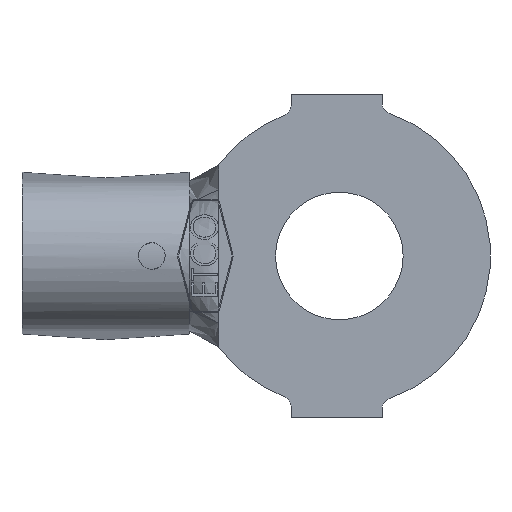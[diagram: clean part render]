
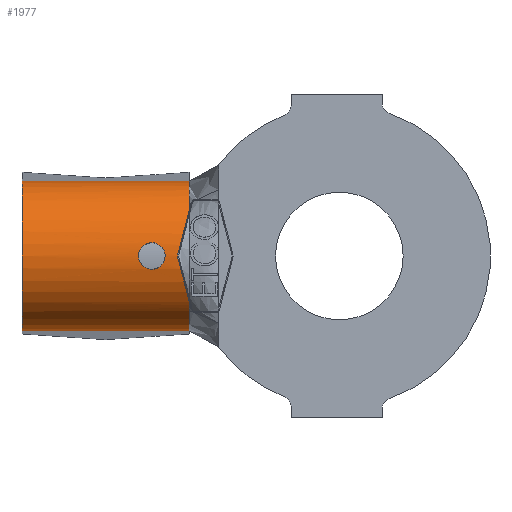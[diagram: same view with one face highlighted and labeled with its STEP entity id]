
A CAD part, front view. The second image highlights one B-rep face of the part: STEP entity #1977.
In plain terms, the highlighted cylindrical face has radius 1.778 mm (diameter 3.556 mm), a partial arc.
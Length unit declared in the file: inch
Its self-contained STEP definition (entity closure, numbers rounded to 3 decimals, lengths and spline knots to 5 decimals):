
#80 = DIRECTION ( 'NONE',  ( 0., 0., -1. ) ) ;
#90 = VERTEX_POINT ( 'NONE', #138 ) ;
#138 = CARTESIAN_POINT ( 'NONE',  ( -0.14, 0.01459, 0.04278 ) ) ;
#153 = ORIENTED_EDGE ( 'NONE', *, *, #665, .T. ) ;
#172 = AXIS2_PLACEMENT_3D ( 'NONE', #4625, #348, #2251 ) ;
#190 = CARTESIAN_POINT ( 'NONE',  ( -0.14318, 0.00504, -0.03041 ) ) ;
#195 = DIRECTION ( 'NONE',  ( 1., 0., 0. ) ) ;
#226 = CARTESIAN_POINT ( 'NONE',  ( -0.151, 0., 0. ) ) ;
#278 = CARTESIAN_POINT ( 'NONE',  ( -0.1625, 0., -0.00331 ) ) ;
#348 = DIRECTION ( 'NONE',  ( 1., 0., 0. ) ) ;
#368 = CARTESIAN_POINT ( 'NONE',  ( -0.175, 0.00111, -0.01243 ) ) ;
#387 = CARTESIAN_POINT ( 'NONE',  ( -0.14, 0.06527, 0.06984 ) ) ;
#476 = EDGE_CURVE ( 'NONE', #1866, #3573, #2558, .T. ) ;
#510 = CARTESIAN_POINT ( 'NONE',  ( -0.296, 0.06527, 0.06984 ) ) ;
#530 = DIRECTION ( 'NONE',  ( 1., 0., 0. ) ) ;
#665 = EDGE_CURVE ( 'NONE', #3339, #1866, #2179, .T. ) ;
#697 = CARTESIAN_POINT ( 'NONE',  ( -0.14, 0.01459, 0.04278 ) ) ;
#745 = CARTESIAN_POINT ( 'NONE',  ( -0.17167, 0.00111, -0.01243 ) ) ;
#765 = VERTEX_POINT ( 'NONE', #2120 ) ;
#837 = CARTESIAN_POINT ( 'NONE',  ( -0.18132, 0.00085, -0.01087 ) ) ;
#1006 = DIRECTION ( 'NONE',  ( 1., 0., 0. ) ) ;
#1174 = CARTESIAN_POINT ( 'NONE',  ( -0.14, 0.07, 0. ) ) ;
#1284 = CARTESIAN_POINT ( 'NONE',  ( -0.14, 0.02196, -0.05091 ) ) ;
#1308 = CARTESIAN_POINT ( 'NONE',  ( -0.1875, 0., -0.00331 ) ) ;
#1313 = ORIENTED_EDGE ( 'NONE', *, *, #3106, .F. ) ;
#1387 =( BOUNDED_CURVE ( )  B_SPLINE_CURVE ( 3, ( #697, #2591, #4507, #226 ),
 .UNSPECIFIED., .F., .F. ) 
 B_SPLINE_CURVE_WITH_KNOTS ( ( 4, 4 ),
 ( 0.91333, 1.5708 ),
 .UNSPECIFIED. ) 
 CURVE ( )  GEOMETRIC_REPRESENTATION_ITEM ( )  RATIONAL_B_SPLINE_CURVE ( ( 1., 0.964, 0.964, 1. ) ) 
 REPRESENTATION_ITEM ( '' )  );
#1470 = FACE_BOUND ( 'NONE', #1534, .T. ) ;
#1534 = EDGE_LOOP ( 'NONE', ( #3000, #4925 ) ) ;
#1606 = VERTEX_POINT ( 'NONE', #4744 ) ;
#1630 = CARTESIAN_POINT ( 'NONE',  ( -0.14, 0.02, 0.04899 ) ) ;
#1722 = CARTESIAN_POINT ( 'NONE',  ( -0.1717, 0.00111, 0.01243 ) ) ;
#1766 = AXIS2_PLACEMENT_3D ( 'NONE', #2448, #4361, #80 ) ;
#1776 = B_SPLINE_CURVE_WITH_KNOTS ( 'NONE', 3,
 ( #4148, #6063, #1777, #3682, #5599, #1308, #3208, #5123, #837, #2730, #4647, #368 ),
 .UNSPECIFIED., .F., .F.,
 ( 4, 2, 2, 2, 2, 4 ),
 ( 0.5, 0.625, 0.75, 0.875, 0.9375, 1. ),
 .UNSPECIFIED. ) ;
#1777 = CARTESIAN_POINT ( 'NONE',  ( -0.1815, 0.00085, 0.01114 ) ) ;
#1822 = ORIENTED_EDGE ( 'NONE', *, *, #2985, .F. ) ;
#1845 = DIRECTION ( 'NONE',  ( 0., 0., -1. ) ) ;
#1866 = VERTEX_POINT ( 'NONE', #5548 ) ;
#1962 = EDGE_CURVE ( 'NONE', #3339, #4725, #4792, .T. ) ;
#1977 = ADVANCED_FACE ( 'NONE', ( #5761, #1470 ), #3376, .T. ) ;
#2092 = AXIS2_PLACEMENT_3D ( 'NONE', #1174, #3068, #4994 ) ;
#2099 = CARTESIAN_POINT ( 'NONE',  ( -0.14, 0.01459, -0.04278 ) ) ;
#2120 = CARTESIAN_POINT ( 'NONE',  ( -0.175, 0.00111, -0.01243 ) ) ;
#2156 = EDGE_CURVE ( 'NONE', #6191, #1606, #5029, .T. ) ;
#2166 = VERTEX_POINT ( 'NONE', #1630 ) ;
#2179 = CIRCLE ( 'NONE', #5674, 0.07 ) ;
#2187 = CARTESIAN_POINT ( 'NONE',  ( -0.1625, 0., 0.00331 ) ) ;
#2251 = DIRECTION ( 'NONE',  ( 0., 0., -1. ) ) ;
#2285 = VERTEX_POINT ( 'NONE', #1284 ) ;
#2337 = EDGE_CURVE ( 'NONE', #4725, #2166, #3248, .T. ) ;
#2408 = DIRECTION ( 'NONE',  ( 1., 0., 0. ) ) ;
#2427 = DIRECTION ( 'NONE',  ( 0., 0., -1. ) ) ;
#2448 = CARTESIAN_POINT ( 'NONE',  ( -0.14, 0.07, 0. ) ) ;
#2554 = CARTESIAN_POINT ( 'NONE',  ( -0.151, 0., 0. ) ) ;
#2558 = LINE ( 'NONE', #4475, #4973 ) ;
#2561 = ORIENTED_EDGE ( 'NONE', *, *, #1962, .F. ) ;
#2591 = CARTESIAN_POINT ( 'NONE',  ( -0.14318, 0.00504, 0.03041 ) ) ;
#2638 = CARTESIAN_POINT ( 'NONE',  ( -0.1685, 0.00085, -0.01114 ) ) ;
#2730 = CARTESIAN_POINT ( 'NONE',  ( -0.17825, 0.00106, -0.01212 ) ) ;
#2819 = ORIENTED_EDGE ( 'NONE', *, *, #2156, .F. ) ;
#2900 = DIRECTION ( 'NONE',  ( 0., 0., -1. ) ) ;
#2985 = EDGE_CURVE ( 'NONE', #90, #6191, #1387, .T. ) ;
#3000 = ORIENTED_EDGE ( 'NONE', *, *, #3566, .F. ) ;
#3068 = DIRECTION ( 'NONE',  ( 1., 0., 0. ) ) ;
#3106 = EDGE_CURVE ( 'NONE', #2166, #90, #3672, .T. ) ;
#3208 = CARTESIAN_POINT ( 'NONE',  ( -0.18618, 0.00026, -0.00649 ) ) ;
#3248 = CIRCLE ( 'NONE', #5964, 0.07 ) ;
#3339 = VERTEX_POINT ( 'NONE', #5020 ) ;
#3376 = CYLINDRICAL_SURFACE ( 'NONE', #4554, 0.07 ) ;
#3471 = VECTOR ( 'NONE', #2408, 39.37008 ) ;
#3548 = CARTESIAN_POINT ( 'NONE',  ( -0.175, 0.00111, 0.01243 ) ) ;
#3566 = EDGE_CURVE ( 'NONE', #765, #5172, #4608, .T. ) ;
#3573 = VERTEX_POINT ( 'NONE', #5533 ) ;
#3615 = EDGE_CURVE ( 'NONE', #5172, #765, #1776, .T. ) ;
#3625 = CARTESIAN_POINT ( 'NONE',  ( -0.175, 0.00111, 0.01243 ) ) ;
#3672 = CIRCLE ( 'NONE', #172, 0.07 ) ;
#3682 = CARTESIAN_POINT ( 'NONE',  ( -0.18618, 0.00026, 0.00649 ) ) ;
#3801 = EDGE_CURVE ( 'NONE', #2285, #3573, #5257, .T. ) ;
#3859 = CARTESIAN_POINT ( 'NONE',  ( -0.151, 0., 0. ) ) ;
#4099 = CARTESIAN_POINT ( 'NONE',  ( -0.16382, 0.00026, 0.00649 ) ) ;
#4148 = CARTESIAN_POINT ( 'NONE',  ( -0.175, 0.00111, 0.01243 ) ) ;
#4219 = CARTESIAN_POINT ( 'NONE',  ( -0.14, 0.07, 0. ) ) ;
#4361 = DIRECTION ( 'NONE',  ( 1., 0., 0. ) ) ;
#4470 = CARTESIAN_POINT ( 'NONE',  ( -0.14698, 0., -0.01562 ) ) ;
#4475 = CARTESIAN_POINT ( 'NONE',  ( -0.296, 0.06527, -0.06984 ) ) ;
#4507 = CARTESIAN_POINT ( 'NONE',  ( -0.14698, 0., 0.01562 ) ) ;
#4554 = AXIS2_PLACEMENT_3D ( 'NONE', #5294, #1006, #2900 ) ;
#4555 = CARTESIAN_POINT ( 'NONE',  ( -0.16382, 0.00026, -0.00649 ) ) ;
#4608 = B_SPLINE_CURVE_WITH_KNOTS ( 'NONE', 3,
 ( #5035, #745, #2638, #4555, #278, #2187, #4099, #6009, #1722, #3625 ),
 .UNSPECIFIED., .F., .F.,
 ( 4, 2, 2, 2, 4 ),
 ( 0., 0.125, 0.25, 0.375, 0.5 ),
 .UNSPECIFIED. ) ;
#4625 = CARTESIAN_POINT ( 'NONE',  ( -0.14, 0.07, 0. ) ) ;
#4630 = EDGE_CURVE ( 'NONE', #1606, #2285, #5594, .T. ) ;
#4647 = CARTESIAN_POINT ( 'NONE',  ( -0.17666, 0.00111, -0.01244 ) ) ;
#4725 = VERTEX_POINT ( 'NONE', #387 ) ;
#4744 = CARTESIAN_POINT ( 'NONE',  ( -0.14, 0.01459, -0.04278 ) ) ;
#4792 = LINE ( 'NONE', #510, #3471 ) ;
#4815 = CARTESIAN_POINT ( 'NONE',  ( -0.296, 0.07, 0. ) ) ;
#4925 = ORIENTED_EDGE ( 'NONE', *, *, #3615, .F. ) ;
#4973 = VECTOR ( 'NONE', #195, 39.37008 ) ;
#4994 = DIRECTION ( 'NONE',  ( 0., 0., -1. ) ) ;
#5020 = CARTESIAN_POINT ( 'NONE',  ( -0.296, 0.06527, 0.06984 ) ) ;
#5029 =( BOUNDED_CURVE ( )  B_SPLINE_CURVE ( 3, ( #2554, #4470, #190, #2099 ),
 .UNSPECIFIED., .F., .F. ) 
 B_SPLINE_CURVE_WITH_KNOTS ( ( 4, 4 ),
 ( 4.71239, 5.36985 ),
 .UNSPECIFIED. ) 
 CURVE ( )  GEOMETRIC_REPRESENTATION_ITEM ( )  RATIONAL_B_SPLINE_CURVE ( ( 1., 0.964, 0.964, 1. ) ) 
 REPRESENTATION_ITEM ( '' )  );
#5035 = CARTESIAN_POINT ( 'NONE',  ( -0.175, 0.00111, -0.01243 ) ) ;
#5064 = EDGE_LOOP ( 'NONE', ( #2819, #1822, #1313, #5507, #2561, #153, #5635, #5207, #5369 ) ) ;
#5123 = CARTESIAN_POINT ( 'NONE',  ( -0.18267, 0.0007, -0.00998 ) ) ;
#5172 = VERTEX_POINT ( 'NONE', #3548 ) ;
#5207 = ORIENTED_EDGE ( 'NONE', *, *, #3801, .F. ) ;
#5257 = CIRCLE ( 'NONE', #1766, 0.07 ) ;
#5294 = CARTESIAN_POINT ( 'NONE',  ( -0.296, 0.07, 0. ) ) ;
#5369 = ORIENTED_EDGE ( 'NONE', *, *, #4630, .F. ) ;
#5507 = ORIENTED_EDGE ( 'NONE', *, *, #2337, .F. ) ;
#5533 = CARTESIAN_POINT ( 'NONE',  ( -0.14, 0.06527, -0.06984 ) ) ;
#5548 = CARTESIAN_POINT ( 'NONE',  ( -0.296, 0.06527, -0.06984 ) ) ;
#5594 = CIRCLE ( 'NONE', #2092, 0.07 ) ;
#5599 = CARTESIAN_POINT ( 'NONE',  ( -0.1875, 0., 0.00331 ) ) ;
#5635 = ORIENTED_EDGE ( 'NONE', *, *, #476, .T. ) ;
#5674 = AXIS2_PLACEMENT_3D ( 'NONE', #4815, #530, #2427 ) ;
#5761 = FACE_OUTER_BOUND ( 'NONE', #5064, .T. ) ;
#5964 = AXIS2_PLACEMENT_3D ( 'NONE', #4219, #6133, #1845 ) ;
#6009 = CARTESIAN_POINT ( 'NONE',  ( -0.1685, 0.00085, 0.01114 ) ) ;
#6063 = CARTESIAN_POINT ( 'NONE',  ( -0.1783, 0.00111, 0.01244 ) ) ;
#6133 = DIRECTION ( 'NONE',  ( 1., 0., 0. ) ) ;
#6191 = VERTEX_POINT ( 'NONE', #3859 ) ;
